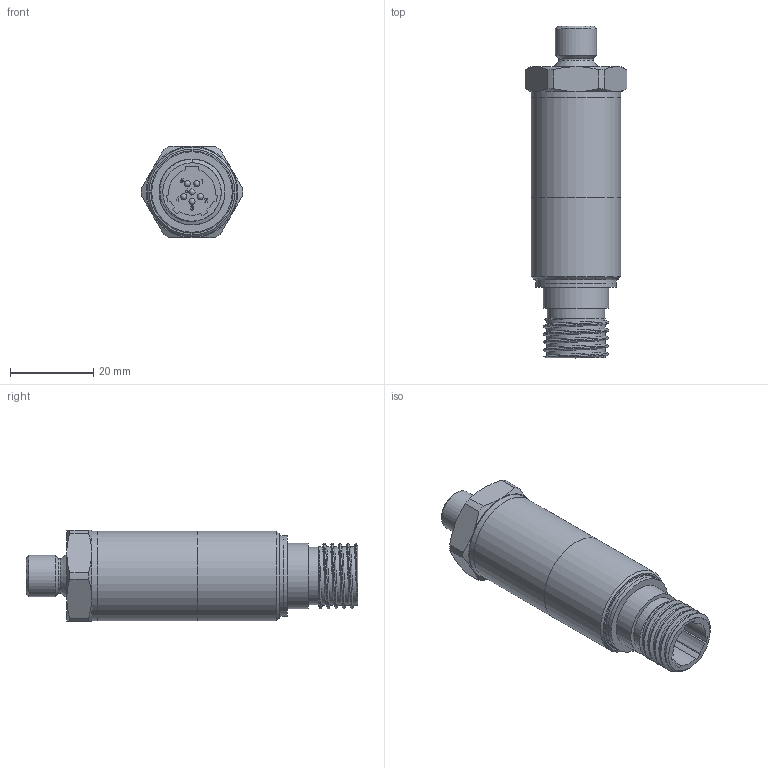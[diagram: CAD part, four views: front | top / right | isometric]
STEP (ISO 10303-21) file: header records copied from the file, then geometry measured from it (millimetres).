
FILE_DESCRIPTION (( 'STEP AP214' ), '1' );
FILE_NAME ('PGA220-19-20.STEP', '2019-10-04T09:27:44', ( '' ), ( '' ), 'SwSTEP 2.0', 'SolidWorks 2015', '' );
FILE_SCHEMA (( 'AUTOMOTIVE_DESIGN' ));
Length unit declared in the file: millimetre
Products named in the file (1): PGA220-19-20
Bounding box: 24.49 x 79.9 x 22 mm (x, y, z)
Volume: 20945.5 mm3; surface area: 7159 mm2
Topology: 1 solids, 1 shells, 161 faces, 425 edges, 274 vertices
Faces by surface type: plane 71, bspline 36, cylinder 27, cone 19, sphere 6, torus 2
Full cylindrical faces by diameter (mm): 1.45 x6, 4 x1, 10 x1, 13.875 x1, 15.875 x1, 19.4 x2, 21.6 x3
Entity records: 8503 total; most frequent: CARTESIAN_POINT 4067, ORIENTED_EDGE 738, DIRECTION 597, EDGE_CURVE 369, VERTEX_POINT 252, EDGE_LOOP 203, AXIS2_PLACEMENT_3D 200, VECTOR 197
